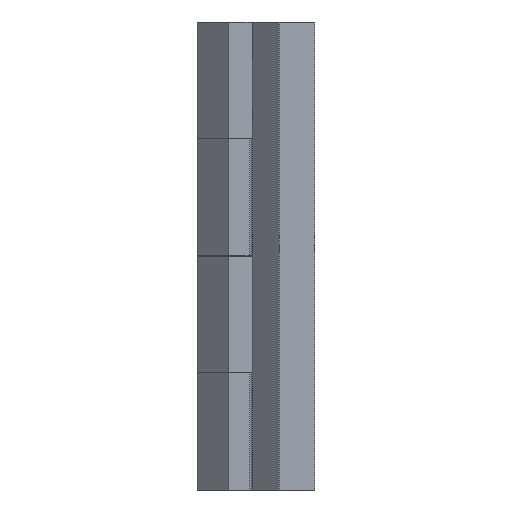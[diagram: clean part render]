
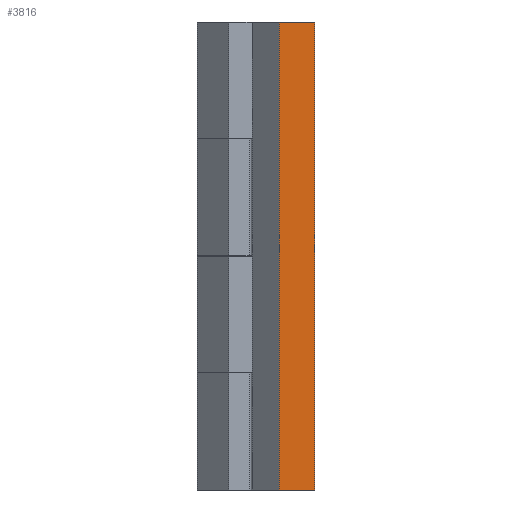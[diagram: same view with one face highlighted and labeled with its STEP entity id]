
A CAD part, left-side view. The second image highlights one B-rep face of the part: STEP entity #3816.
In plain terms, the highlighted planar face has unit normal (-1, 0, 0).
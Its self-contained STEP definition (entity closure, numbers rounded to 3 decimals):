
#68 = VERTEX_POINT ( 'NONE', #1775 ) ;
#449 = FACE_OUTER_BOUND ( 'NONE', #1919, .T. ) ;
#657 = VERTEX_POINT ( 'NONE', #4024 ) ;
#847 = CARTESIAN_POINT ( 'NONE',  ( -38., -3.5, -30. ) ) ;
#894 = LINE ( 'NONE', #2686, #1832 ) ;
#1046 = CARTESIAN_POINT ( 'NONE',  ( -38., 0., 30. ) ) ;
#1064 = DIRECTION ( 'NONE',  ( 0., 0., -1. ) ) ;
#1215 = ORIENTED_EDGE ( 'NONE', *, *, #1795, .F. ) ;
#1359 = ORIENTED_EDGE ( 'NONE', *, *, #1784, .T. ) ;
#1466 = VERTEX_POINT ( 'NONE', #847 ) ;
#1637 = VERTEX_POINT ( 'NONE', #2794 ) ;
#1760 = EDGE_CURVE ( 'NONE', #68, #1637, #4225, .T. ) ;
#1769 = EDGE_CURVE ( 'NONE', #68, #1466, #3208, .T. ) ;
#1775 = CARTESIAN_POINT ( 'NONE',  ( -38., -3.5, 30. ) ) ;
#1784 = EDGE_CURVE ( 'NONE', #1466, #657, #4098, .T. ) ;
#1795 = EDGE_CURVE ( 'NONE', #1637, #657, #894, .T. ) ;
#1832 = VECTOR ( 'NONE', #1064, 1000. ) ;
#1900 = CARTESIAN_POINT ( 'NONE',  ( -38., 0., -30. ) ) ;
#1919 = EDGE_LOOP ( 'NONE', ( #2442, #4939, #1359, #1215 ) ) ;
#2246 = VECTOR ( 'NONE', #3866, 1000. ) ;
#2351 = AXIS2_PLACEMENT_3D ( 'NONE', #4050, #3885, #3892 ) ;
#2442 = ORIENTED_EDGE ( 'NONE', *, *, #1760, .F. ) ;
#2686 = CARTESIAN_POINT ( 'NONE',  ( -38., -8., 30. ) ) ;
#2794 = CARTESIAN_POINT ( 'NONE',  ( -38., -8., 30. ) ) ;
#3061 = DIRECTION ( 'NONE',  ( 0., -1., 0. ) ) ;
#3081 = VECTOR ( 'NONE', #5056, 1000. ) ;
#3208 = LINE ( 'NONE', #4668, #3081 ) ;
#3816 = ADVANCED_FACE ( 'NONE', ( #449 ), #4173, .F. ) ;
#3866 = DIRECTION ( 'NONE',  ( 0., -1., 0. ) ) ;
#3885 = DIRECTION ( 'NONE',  ( 1., 0., 0. ) ) ;
#3892 = DIRECTION ( 'NONE',  ( 0., 0., -1. ) ) ;
#3985 = VECTOR ( 'NONE', #3061, 1000. ) ;
#4024 = CARTESIAN_POINT ( 'NONE',  ( -38., -8., -30. ) ) ;
#4050 = CARTESIAN_POINT ( 'NONE',  ( -38., 0., 30. ) ) ;
#4098 = LINE ( 'NONE', #1900, #3985 ) ;
#4173 = PLANE ( 'NONE',  #2351 ) ;
#4225 = LINE ( 'NONE', #1046, #2246 ) ;
#4668 = CARTESIAN_POINT ( 'NONE',  ( -38., -3.5, 30. ) ) ;
#4939 = ORIENTED_EDGE ( 'NONE', *, *, #1769, .T. ) ;
#5056 = DIRECTION ( 'NONE',  ( 0., 0., -1. ) ) ;
